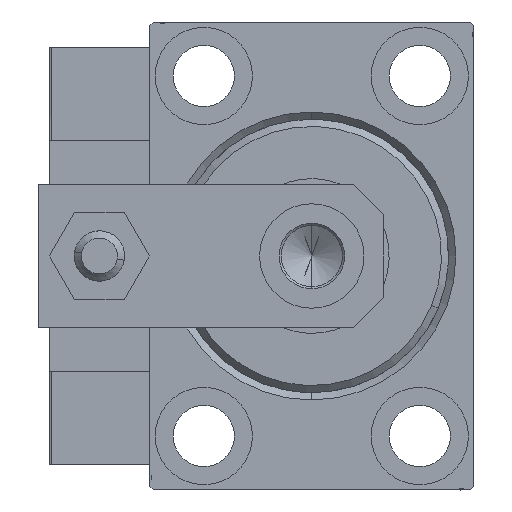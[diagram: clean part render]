
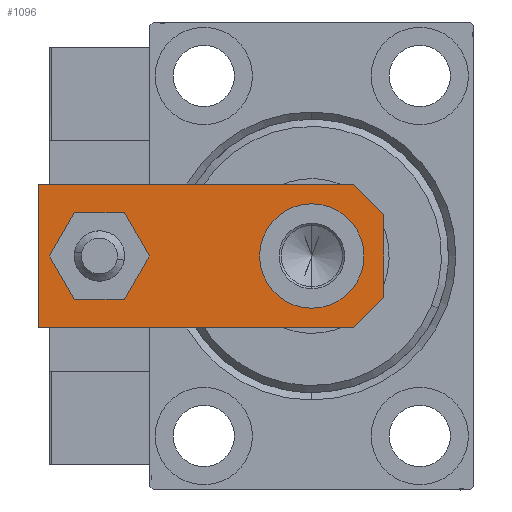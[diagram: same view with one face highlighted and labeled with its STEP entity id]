
A CAD part, left-side view. The second image highlights one B-rep face of the part: STEP entity #1096.
In plain terms, the highlighted face is planar.
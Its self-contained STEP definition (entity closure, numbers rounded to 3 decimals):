
#305 = AXIS2_PLACEMENT_3D ( 'NONE', #18306, #14241, #25178 ) ;
#408 = CARTESIAN_POINT ( 'NONE',  ( 0., 10., 6. ) ) ;
#778 = EDGE_LOOP ( 'NONE', ( #36287, #17286, #36133, #28804, #39272, #34873 ) ) ;
#1096 = ADVANCED_FACE ( 'NONE', ( #2564, #3064, #37645 ), #17820, .T. ) ;
#1910 = VERTEX_POINT ( 'NONE', #34949 ) ;
#2178 = EDGE_CURVE ( 'NONE', #18212, #17843, #14136, .T. ) ;
#2564 = FACE_BOUND ( 'NONE', #49443, .T. ) ;
#2725 = VECTOR ( 'NONE', #15054, 1000. ) ;
#3064 = FACE_OUTER_BOUND ( 'NONE', #778, .T. ) ;
#3206 = CARTESIAN_POINT ( 'NONE',  ( -4., 39.5, 6. ) ) ;
#3377 = CARTESIAN_POINT ( 'NONE',  ( -7.25, 10., 6. ) ) ;
#3574 = VERTEX_POINT ( 'NONE', #34522 ) ;
#3667 = ORIENTED_EDGE ( 'NONE', *, *, #26700, .F. ) ;
#4728 = VERTEX_POINT ( 'NONE', #10229 ) ;
#4753 = DIRECTION ( 'NONE',  ( -1., 0., 0. ) ) ;
#5459 = EDGE_CURVE ( 'NONE', #4728, #41759, #24043, .T. ) ;
#6725 = CIRCLE ( 'NONE', #36737, 7.25 ) ;
#7674 = CIRCLE ( 'NONE', #31190, 7.25 ) ;
#9693 = CARTESIAN_POINT ( 'NONE',  ( -10., 48., 6. ) ) ;
#10229 = CARTESIAN_POINT ( 'NONE',  ( 10., 48., 6. ) ) ;
#10648 = CARTESIAN_POINT ( 'NONE',  ( 7.25, 10., 6. ) ) ;
#11490 = DIRECTION ( 'NONE',  ( 0., 0., 1. ) ) ;
#12366 = CARTESIAN_POINT ( 'NONE',  ( 10., 48., 6. ) ) ;
#14136 = CIRCLE ( 'NONE', #34447, 4. ) ;
#14241 = DIRECTION ( 'NONE',  ( 0., 0., 1. ) ) ;
#14564 = DIRECTION ( 'NONE',  ( 0., 0., 1. ) ) ;
#14953 = CARTESIAN_POINT ( 'NONE',  ( 4., 39.5, 6. ) ) ;
#15054 = DIRECTION ( 'NONE',  ( 0.707, 0.707, 0. ) ) ;
#15539 = EDGE_CURVE ( 'NONE', #41759, #18451, #45365, .T. ) ;
#15611 = DIRECTION ( 'NONE',  ( 0., 1., 0. ) ) ;
#15898 = DIRECTION ( 'NONE',  ( 0., 0., 1. ) ) ;
#16894 = DIRECTION ( 'NONE',  ( 1., 0., 0. ) ) ;
#17286 = ORIENTED_EDGE ( 'NONE', *, *, #40732, .T. ) ;
#17820 = PLANE ( 'NONE',  #39299 ) ;
#17843 = VERTEX_POINT ( 'NONE', #14953 ) ;
#18157 = DIRECTION ( 'NONE',  ( 0., -1., 0. ) ) ;
#18212 = VERTEX_POINT ( 'NONE', #3206 ) ;
#18306 = CARTESIAN_POINT ( 'NONE',  ( 0., 39.5, 6. ) ) ;
#18451 = VERTEX_POINT ( 'NONE', #48161 ) ;
#19103 = EDGE_CURVE ( 'NONE', #3574, #1910, #21771, .T. ) ;
#21216 = EDGE_CURVE ( 'NONE', #1910, #42702, #46341, .T. ) ;
#21392 = EDGE_CURVE ( 'NONE', #17843, #18212, #32744, .T. ) ;
#21771 = LINE ( 'NONE', #48233, #39757 ) ;
#22620 = DIRECTION ( 'NONE',  ( 1., 0., 0. ) ) ;
#23439 = CARTESIAN_POINT ( 'NONE',  ( 0., 10., 6. ) ) ;
#23444 = EDGE_CURVE ( 'NONE', #42702, #4728, #50211, .T. ) ;
#24043 = LINE ( 'NONE', #12366, #28830 ) ;
#24413 = LINE ( 'NONE', #25416, #41306 ) ;
#25009 = VECTOR ( 'NONE', #18157, 1000. ) ;
#25168 = DIRECTION ( 'NONE',  ( 0.707, -0.707, 0. ) ) ;
#25178 = DIRECTION ( 'NONE',  ( 1., 0., 0. ) ) ;
#25399 = VECTOR ( 'NONE', #15611, 1000. ) ;
#25416 = CARTESIAN_POINT ( 'NONE',  ( -2.88, -2.88, 6. ) ) ;
#26207 = VERTEX_POINT ( 'NONE', #10648 ) ;
#26483 = CARTESIAN_POINT ( 'NONE',  ( 2.88, -2.88, 6. ) ) ;
#26700 = EDGE_CURVE ( 'NONE', #26207, #45429, #7674, .T. ) ;
#28419 = ORIENTED_EDGE ( 'NONE', *, *, #47361, .F. ) ;
#28804 = ORIENTED_EDGE ( 'NONE', *, *, #21216, .T. ) ;
#28830 = VECTOR ( 'NONE', #4753, 1000. ) ;
#31190 = AXIS2_PLACEMENT_3D ( 'NONE', #408, #15898, #16894 ) ;
#32340 = CARTESIAN_POINT ( 'NONE',  ( 10., 4.24, 6. ) ) ;
#32744 = CIRCLE ( 'NONE', #305, 4. ) ;
#32822 = EDGE_LOOP ( 'NONE', ( #28419, #3667 ) ) ;
#34447 = AXIS2_PLACEMENT_3D ( 'NONE', #34888, #11490, #35130 ) ;
#34522 = CARTESIAN_POINT ( 'NONE',  ( -5.76, 0., 6. ) ) ;
#34702 = CARTESIAN_POINT ( 'NONE',  ( 10., 0., 6. ) ) ;
#34873 = ORIENTED_EDGE ( 'NONE', *, *, #5459, .T. ) ;
#34888 = CARTESIAN_POINT ( 'NONE',  ( 0., 39.5, 6. ) ) ;
#34949 = CARTESIAN_POINT ( 'NONE',  ( 5.76, 0., 6. ) ) ;
#35044 = ORIENTED_EDGE ( 'NONE', *, *, #2178, .F. ) ;
#35130 = DIRECTION ( 'NONE',  ( 1., 0., 0. ) ) ;
#36133 = ORIENTED_EDGE ( 'NONE', *, *, #19103, .T. ) ;
#36287 = ORIENTED_EDGE ( 'NONE', *, *, #15539, .T. ) ;
#36737 = AXIS2_PLACEMENT_3D ( 'NONE', #23439, #14564, #45583 ) ;
#37151 = DIRECTION ( 'NONE',  ( 0., 0., 1. ) ) ;
#37645 = FACE_BOUND ( 'NONE', #32822, .T. ) ;
#39272 = ORIENTED_EDGE ( 'NONE', *, *, #23444, .T. ) ;
#39299 = AXIS2_PLACEMENT_3D ( 'NONE', #49589, #37151, #22620 ) ;
#39757 = VECTOR ( 'NONE', #47986, 1000. ) ;
#40732 = EDGE_CURVE ( 'NONE', #18451, #3574, #24413, .T. ) ;
#41306 = VECTOR ( 'NONE', #25168, 1000. ) ;
#41759 = VERTEX_POINT ( 'NONE', #9693 ) ;
#42702 = VERTEX_POINT ( 'NONE', #32340 ) ;
#44093 = ORIENTED_EDGE ( 'NONE', *, *, #21392, .F. ) ;
#45365 = LINE ( 'NONE', #49929, #25009 ) ;
#45429 = VERTEX_POINT ( 'NONE', #3377 ) ;
#45583 = DIRECTION ( 'NONE',  ( 1., 0., 0. ) ) ;
#46341 = LINE ( 'NONE', #26483, #2725 ) ;
#47361 = EDGE_CURVE ( 'NONE', #45429, #26207, #6725, .T. ) ;
#47986 = DIRECTION ( 'NONE',  ( 1., 0., 0. ) ) ;
#48161 = CARTESIAN_POINT ( 'NONE',  ( -10., 4.24, 6. ) ) ;
#48233 = CARTESIAN_POINT ( 'NONE',  ( -10., 0., 6. ) ) ;
#49443 = EDGE_LOOP ( 'NONE', ( #35044, #44093 ) ) ;
#49589 = CARTESIAN_POINT ( 'NONE',  ( 0., 0., 6. ) ) ;
#49929 = CARTESIAN_POINT ( 'NONE',  ( -10., 48., 6. ) ) ;
#50211 = LINE ( 'NONE', #34702, #25399 ) ;
